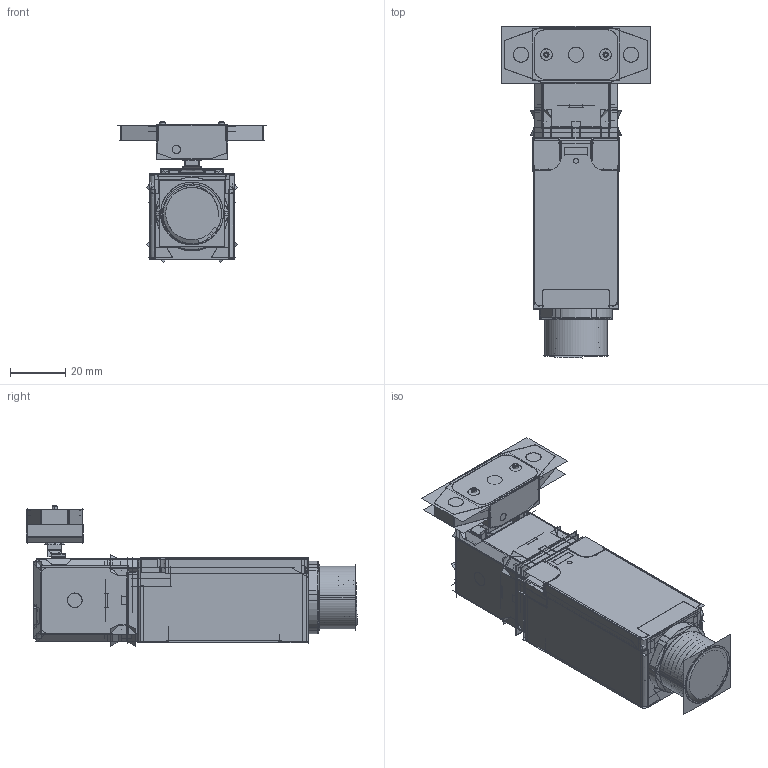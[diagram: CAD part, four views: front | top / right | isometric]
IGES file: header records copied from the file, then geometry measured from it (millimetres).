
Start section:  PTC IGES file: 192596.igs
Global section: file name: 192596.igs; native system: Creo Parametric by Parametric Technology Corporation; preprocessor: 2013230; author: pdmadmin; organization: Unknown; date: 20160201.114741; units: millimetre
Bounding box: 54.08 x 120.59 x 50.95 mm (x, y, z)
Volume: 175875.2 mm3; surface area: 834525 mm2
Topology: 14 solids, 15 shells, 3044 faces, 19962 edges, 28336 vertices
Faces by surface type: bspline 1774, revolution 1270
